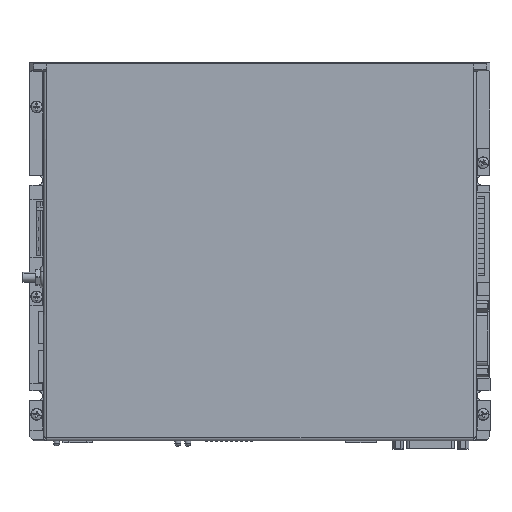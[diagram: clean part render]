
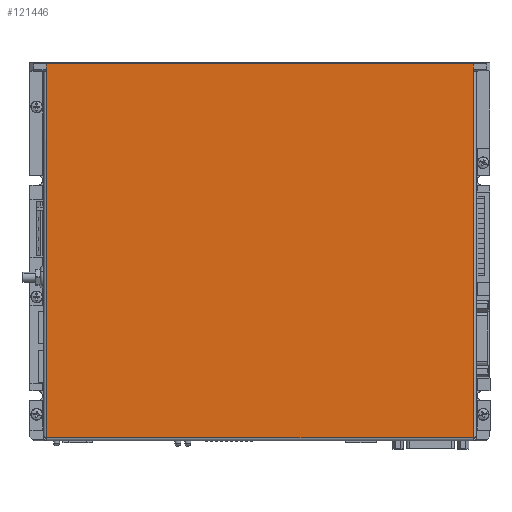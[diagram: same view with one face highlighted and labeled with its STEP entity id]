
A CAD part, top view. The second image highlights one B-rep face of the part: STEP entity #121446.
In plain terms, the highlighted planar face has unit normal (0, 0, 1).
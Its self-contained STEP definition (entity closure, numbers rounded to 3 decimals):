
#9278 = ORIENTED_EDGE ( 'NONE', *, *, #88450, .F. ) ;
#12106 = AXIS2_PLACEMENT_3D ( 'NONE', #161410, #52332, #80072 ) ;
#19064 = CARTESIAN_POINT ( 'NONE',  ( -65.663, -69.577, 226.106 ) ) ;
#19675 = VECTOR ( 'NONE', #47284, 1000. ) ;
#23723 = VECTOR ( 'NONE', #114762, 1000. ) ;
#24222 = CARTESIAN_POINT ( 'NONE',  ( 152.337, 121.423, 226.106 ) ) ;
#35544 = CARTESIAN_POINT ( 'NONE',  ( -65.663, 117.423, 226.106 ) ) ;
#45020 = ORIENTED_EDGE ( 'NONE', *, *, #75411, .T. ) ;
#47284 = DIRECTION ( 'NONE',  ( 0., -1., 0. ) ) ;
#48487 = DIRECTION ( 'NONE',  ( 0., -1., 0. ) ) ;
#48620 = CARTESIAN_POINT ( 'NONE',  ( 152.337, 121.423, 226.106 ) ) ;
#52332 = DIRECTION ( 'NONE',  ( 0., 0., -1. ) ) ;
#57029 = VECTOR ( 'NONE', #115423, 1000. ) ;
#59845 = LINE ( 'NONE', #125578, #23723 ) ;
#60343 = EDGE_CURVE ( 'NONE', #127022, #155212, #121431, .T. ) ;
#60485 = DIRECTION ( 'NONE',  ( 1., 0., 0. ) ) ;
#65273 = ORIENTED_EDGE ( 'NONE', *, *, #132569, .T. ) ;
#65396 = CARTESIAN_POINT ( 'NONE',  ( 152.337, -69.577, 226.106 ) ) ;
#66928 = ORIENTED_EDGE ( 'NONE', *, *, #139907, .T. ) ;
#67446 = VERTEX_POINT ( 'NONE', #74228 ) ;
#72546 = EDGE_LOOP ( 'NONE', ( #144176, #65273, #66928, #9278, #130791, #45020 ) ) ;
#74228 = CARTESIAN_POINT ( 'NONE',  ( 152.337, 117.423, 226.106 ) ) ;
#75411 = EDGE_CURVE ( 'NONE', #127685, #127022, #118555, .T. ) ;
#79509 = PLANE ( 'NONE',  #12106 ) ;
#80072 = DIRECTION ( 'NONE',  ( 0., 1., 0. ) ) ;
#80408 = DIRECTION ( 'NONE',  ( 1., 0., 0. ) ) ;
#88450 = EDGE_CURVE ( 'NONE', #125282, #67446, #59845, .T. ) ;
#99787 = EDGE_CURVE ( 'NONE', #127685, #125282, #159797, .T. ) ;
#100006 = CARTESIAN_POINT ( 'NONE',  ( 152.337, -69.577, 226.106 ) ) ;
#114762 = DIRECTION ( 'NONE',  ( 0., -1., 0. ) ) ;
#115423 = DIRECTION ( 'NONE',  ( 0., 1., 0. ) ) ;
#118555 = LINE ( 'NONE', #142713, #148189 ) ;
#121431 = LINE ( 'NONE', #170517, #19675 ) ;
#121446 = ADVANCED_FACE ( 'NONE', ( #166278 ), #79509, .F. ) ;
#123901 = VECTOR ( 'NONE', #80408, 1000. ) ;
#125282 = VERTEX_POINT ( 'NONE', #24222 ) ;
#125578 = CARTESIAN_POINT ( 'NONE',  ( 152.337, 121.423, 226.106 ) ) ;
#127022 = VERTEX_POINT ( 'NONE', #35544 ) ;
#127685 = VERTEX_POINT ( 'NONE', #130892 ) ;
#128156 = LINE ( 'NONE', #147503, #123901 ) ;
#130791 = ORIENTED_EDGE ( 'NONE', *, *, #99787, .F. ) ;
#130892 = CARTESIAN_POINT ( 'NONE',  ( -65.663, 121.423, 226.106 ) ) ;
#132569 = EDGE_CURVE ( 'NONE', #155212, #154000, #128156, .T. ) ;
#139907 = EDGE_CURVE ( 'NONE', #154000, #67446, #173718, .T. ) ;
#142713 = CARTESIAN_POINT ( 'NONE',  ( -65.663, 121.423, 226.106 ) ) ;
#144176 = ORIENTED_EDGE ( 'NONE', *, *, #60343, .T. ) ;
#147503 = CARTESIAN_POINT ( 'NONE',  ( -67.163, -69.577, 226.106 ) ) ;
#148189 = VECTOR ( 'NONE', #48487, 1000. ) ;
#154000 = VERTEX_POINT ( 'NONE', #65396 ) ;
#155212 = VERTEX_POINT ( 'NONE', #19064 ) ;
#159797 = LINE ( 'NONE', #48620, #172320 ) ;
#161410 = CARTESIAN_POINT ( 'NONE',  ( -67.163, -71.077, 226.106 ) ) ;
#166278 = FACE_OUTER_BOUND ( 'NONE', #72546, .T. ) ;
#170517 = CARTESIAN_POINT ( 'NONE',  ( -65.663, 117.423, 226.106 ) ) ;
#172320 = VECTOR ( 'NONE', #60485, 1000. ) ;
#173718 = LINE ( 'NONE', #100006, #57029 ) ;
